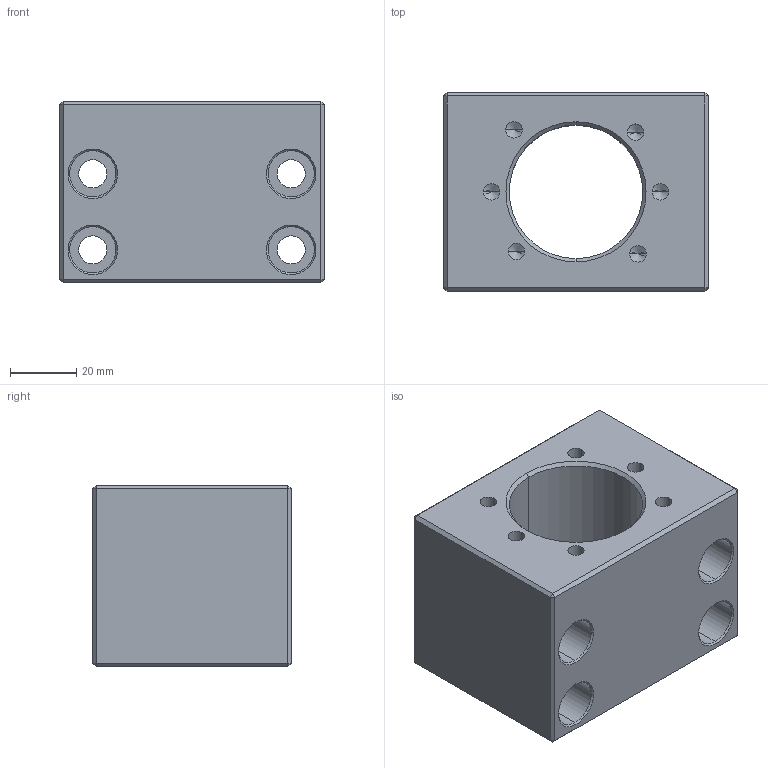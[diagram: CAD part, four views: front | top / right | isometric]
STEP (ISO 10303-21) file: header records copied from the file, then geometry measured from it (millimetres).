
FILE_DESCRIPTION (( 'STEP AP203' ), '1' );
FILE_NAME ('MGD-25.STEP', '2011-01-20T05:33:15', ( '' ), ( '' ), 'SwSTEP 2.0', 'SolidWorks 2008', '' );
FILE_SCHEMA (( 'CONFIG_CONTROL_DESIGN' ));
Length unit declared in the file: millimetre
Products named in the file (1): MGD-25
Bounding box: 80 x 60 x 55 mm (x, y, z)
Volume: 173238.1 mm3; surface area: 36909.1 mm2
Topology: 1 solids, 1 shells, 84 faces, 194 edges, 110 vertices
Faces by surface type: cylinder 30, plane 30, cone 24
Entity records: 2371 total; most frequent: DIRECTION 432, CARTESIAN_POINT 377, ORIENTED_EDGE 364, EDGE_CURVE 182, AXIS2_PLACEMENT_3D 165, VERTEX_POINT 110, EDGE_LOOP 104, VECTOR 102
